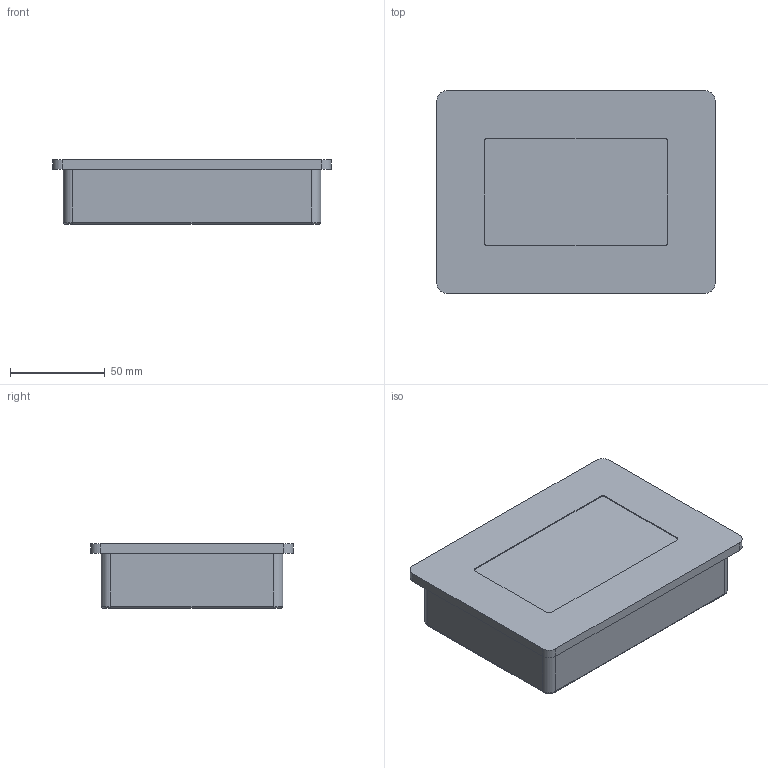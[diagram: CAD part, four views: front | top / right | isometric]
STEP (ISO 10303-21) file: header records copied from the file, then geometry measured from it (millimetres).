
FILE_DESCRIPTION((''),'2;1');
FILE_NAME('3d_LRHA04.stp','2018-05-22T08:34:06',(''),(''),'Mechanical Desktop 2009','Mechanical Desktop 2009',', , ');
FILE_SCHEMA(('CONFIG_CONTROL_DESIGN'));
Length unit declared in the file: millimetre
Products named in the file (1): Product
Bounding box: 147 x 107 x 34 mm (x, y, z)
Volume: 453679.1 mm3; surface area: 47075.6 mm2
Topology: 1 solids, 1 shells, 36 faces, 88 edges, 56 vertices
Faces by surface type: cylinder 16, plane 16, torus 4
Entity records: 1159 total; most frequent: DIRECTION 198, CARTESIAN_POINT 181, ORIENTED_EDGE 176, EDGE_CURVE 88, AXIS2_PLACEMENT_3D 73, VERTEX_POINT 56, VECTOR 52, LINE 52
